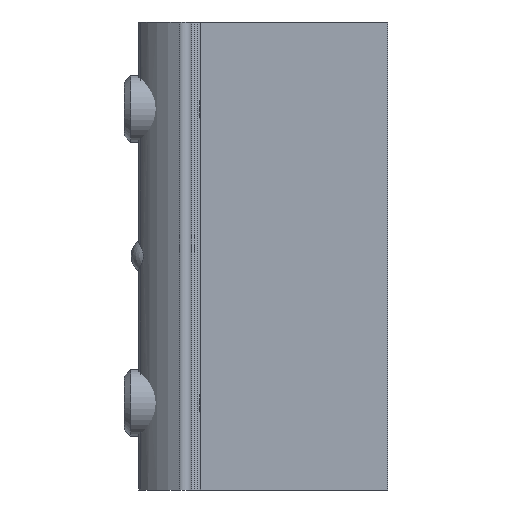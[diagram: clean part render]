
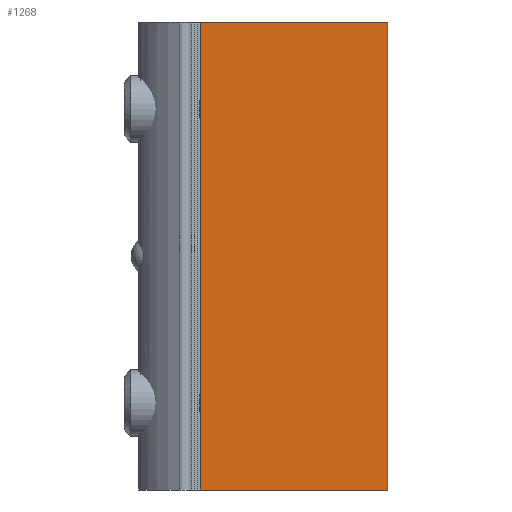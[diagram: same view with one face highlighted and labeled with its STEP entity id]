
A CAD part, left-side view. The second image highlights one B-rep face of the part: STEP entity #1268.
In plain terms, the highlighted planar face has unit normal (-1, 0, 0).
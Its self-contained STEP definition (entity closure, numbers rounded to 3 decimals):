
#201=ORIENTED_EDGE('',*,*,#549,.T.);
#202=ORIENTED_EDGE('',*,*,#550,.F.);
#203=ORIENTED_EDGE('',*,*,#551,.F.);
#204=ORIENTED_EDGE('',*,*,#546,.T.);
#546=EDGE_CURVE('',#721,#720,#841,.T.);
#549=EDGE_CURVE('',#720,#723,#844,.T.);
#550=EDGE_CURVE('',#724,#723,#845,.T.);
#551=EDGE_CURVE('',#721,#724,#846,.T.);
#720=VERTEX_POINT('',#1950);
#721=VERTEX_POINT('',#1952);
#723=VERTEX_POINT('',#1958);
#724=VERTEX_POINT('',#1960);
#841=LINE('',#1951,#915);
#844=LINE('',#1957,#918);
#845=LINE('',#1959,#919);
#846=LINE('',#1961,#920);
#915=VECTOR('',#1553,1000.);
#918=VECTOR('',#1558,1000.);
#919=VECTOR('',#1559,1000.);
#920=VECTOR('',#1560,1000.);
#989=EDGE_LOOP('',(#201,#202,#203,#204));
#1109=FACE_BOUND('',#989,.T.);
#1230=PLANE('',#1388);
#1268=ADVANCED_FACE('',(#1109),#1230,.F.);
#1388=AXIS2_PLACEMENT_3D('',#1956,#1556,#1557);
#1553=DIRECTION('',(0.,-1.,0.));
#1556=DIRECTION('',(1.,0.,0.));
#1557=DIRECTION('',(0.,0.,-1.));
#1558=DIRECTION('',(0.,0.,1.));
#1559=DIRECTION('',(0.,-1.,0.));
#1560=DIRECTION('',(0.,0.,1.));
#1950=CARTESIAN_POINT('',(0.,0.,-17.5));
#1951=CARTESIAN_POINT('',(0.,14.,-17.5));
#1952=CARTESIAN_POINT('',(0.,14.,-17.5));
#1956=CARTESIAN_POINT('',(0.,14.,-17.5));
#1957=CARTESIAN_POINT('',(0.,0.,-17.5));
#1958=CARTESIAN_POINT('',(0.,0.,17.5));
#1959=CARTESIAN_POINT('',(0.,14.,17.5));
#1960=CARTESIAN_POINT('',(0.,14.,17.5));
#1961=CARTESIAN_POINT('',(0.,14.,-17.5));
